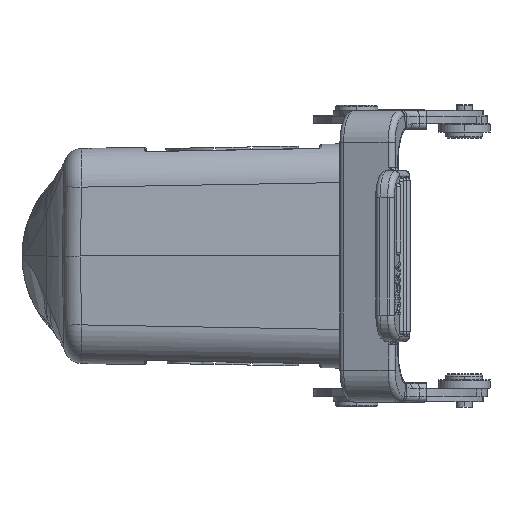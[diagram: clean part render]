
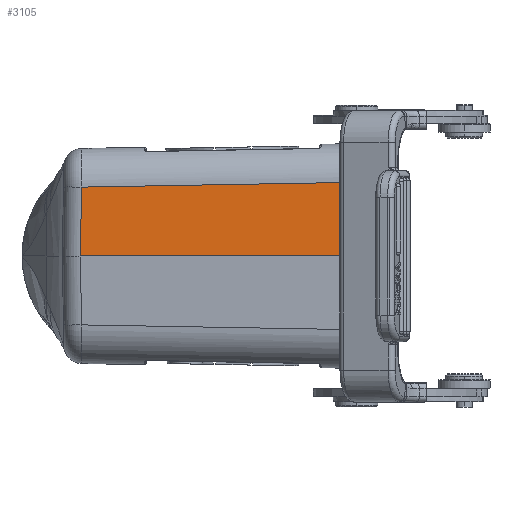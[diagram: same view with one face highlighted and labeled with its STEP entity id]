
A CAD part, left-side view. The second image highlights one B-rep face of the part: STEP entity #3105.
In plain terms, the highlighted planar face has unit normal (-1, 0.018, 0.017).
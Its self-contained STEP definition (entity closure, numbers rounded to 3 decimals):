
#3105=ADVANCED_FACE('NONE',(#5824),#4833,.T.);
#4833=PLANE('',#32875);
#5824=FACE_OUTER_BOUND('',#7608,.T.);
#7608=EDGE_LOOP('',(#11172,#11173,#11174,#11175));
#11172=ORIENTED_EDGE('',*,*,#23279,.T.);
#11173=ORIENTED_EDGE('',*,*,#23280,.T.);
#11174=ORIENTED_EDGE('',*,*,#23181,.F.);
#11175=ORIENTED_EDGE('',*,*,#23276,.F.);
#20024=VERTEX_POINT('',#44910);
#20025=VERTEX_POINT('',#44918);
#20067=VERTEX_POINT('',#45332);
#20069=VERTEX_POINT('',#45351);
#23181=EDGE_CURVE('',#20024,#20025,#27675,.T.);
#23276=EDGE_CURVE('',#20067,#20024,#27697,.T.);
#23279=EDGE_CURVE('',#20067,#20069,#27698,.T.);
#23280=EDGE_CURVE('',#20069,#20025,#27699,.T.);
#27675=LINE('',#44917,#30166);
#27697=LINE('',#45333,#30188);
#27698=LINE('',#45350,#30189);
#27699=LINE('',#45352,#30190);
#30166=VECTOR('',#35799,1.);
#30188=VECTOR('',#35967,1.);
#30189=VECTOR('',#35970,1.);
#30190=VECTOR('',#35971,1.);
#32875=AXIS2_PLACEMENT_3D('',#45353,#35972,#35973);
#35799=DIRECTION('',(-0.017,0.,-1.));
#35967=DIRECTION('',(-0.017,-1.,0.017));
#35970=DIRECTION('',(-0.017,0.017,-1.));
#35971=DIRECTION('',(-0.017,-1.,0.));
#35972=DIRECTION('',(-1.,0.017,0.017));
#35973=DIRECTION('',(-0.017,-1.,0.));
#44910=CARTESIAN_POINT('',(-59.739,-7.891,14.126));
#44917=CARTESIAN_POINT('',(-61.389,-7.883,-80.374));
#44918=CARTESIAN_POINT('',(-59.986,-7.883,0.));
#45332=CARTESIAN_POINT('',(-58.753,49.633,13.114));
#45333=CARTESIAN_POINT('',(-58.689,53.352,13.049));
#45350=CARTESIAN_POINT('',(-58.543,49.419,25.331));
#45351=CARTESIAN_POINT('',(-58.978,49.862,0.));
#45352=CARTESIAN_POINT('',(-60.,-8.693,0.));
#45353=CARTESIAN_POINT('',(-59.575,-8.7,24.335));
